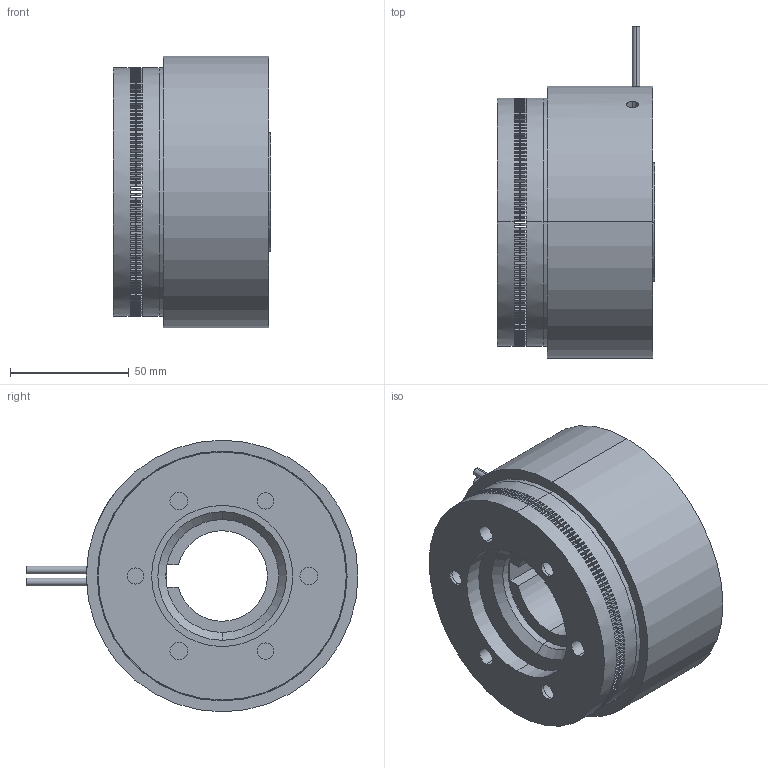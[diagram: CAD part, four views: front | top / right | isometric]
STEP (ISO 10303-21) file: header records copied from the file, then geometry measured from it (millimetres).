
FILE_DESCRIPTION (( 'STEP AP203' ), '1' );
FILE_NAME ('450_SETC_WebAssy.STEP', '2017-02-21T19:23:43', ( 'Delete' ), ( 'Hewlett-Packard Company' ), 'SwSTEP 2.0', 'SolidWorks 2017', '' );
FILE_SCHEMA (( 'CONFIG_CONTROL_DESIGN' ));
Length unit declared in the file: inch
Products named in the file (1): 450_SETC_WebAssy
Bounding box: 66.32 x 139.7 x 114.3 mm (x, y, z)
Volume: 478632 mm3; surface area: 129987.3 mm2
Topology: 8 solids, 8 shells, 1506 faces, 4388 edges, 2911 vertices
Faces by surface type: plane 1053, cylinder 421, torus 22, cone 10
Entity records: 50401 total; most frequent: DIRECTION 8978, CARTESIAN_POINT 8866, ORIENTED_EDGE 8772, EDGE_CURVE 4386, AXIS2_PLACEMENT_3D 3087, VERTEX_POINT 2911, LINE 2804, VECTOR 2804
